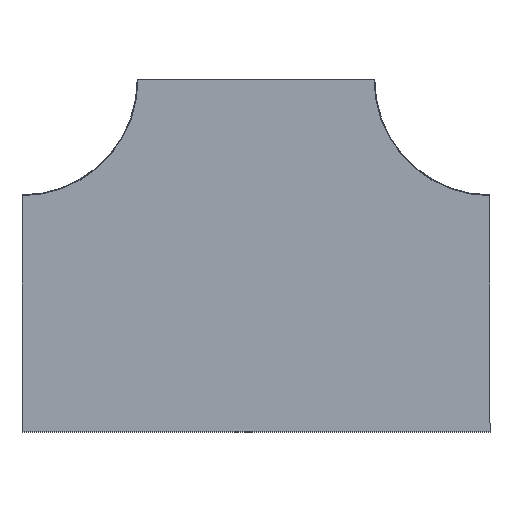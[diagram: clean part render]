
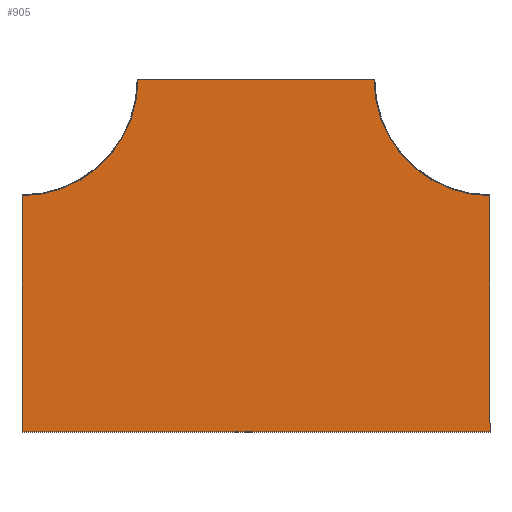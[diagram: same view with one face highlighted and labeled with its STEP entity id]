
A CAD part, front view. The second image highlights one B-rep face of the part: STEP entity #905.
In plain terms, the highlighted planar face has unit normal (0, -1, 0).
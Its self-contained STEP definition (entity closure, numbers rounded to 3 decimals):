
#100 = VERTEX_POINT ( 'NONE', #919 ) ;
#144 = AXIS2_PLACEMENT_3D ( 'NONE', #760, #757, #752 ) ;
#148 = FACE_OUTER_BOUND ( 'NONE', #1164, .T. ) ;
#167 = AXIS2_PLACEMENT_3D ( 'NONE', #880, #873, #865 ) ;
#173 = ORIENTED_EDGE ( 'NONE', *, *, #1065, .F. ) ;
#189 = LINE ( 'NONE', #863, #297 ) ;
#242 = LINE ( 'NONE', #655, #1088 ) ;
#245 = ORIENTED_EDGE ( 'NONE', *, *, #1079, .F. ) ;
#259 = AXIS2_PLACEMENT_3D ( 'NONE', #1082, #909, #898 ) ;
#297 = VECTOR ( 'NONE', #859, 1000. ) ;
#305 = ORIENTED_EDGE ( 'NONE', *, *, #1104, .T. ) ;
#338 = LINE ( 'NONE', #767, #433 ) ;
#355 = LINE ( 'NONE', #841, #1158 ) ;
#362 = CARTESIAN_POINT ( 'NONE',  ( -302.5, -1., 0. ) ) ;
#433 = VECTOR ( 'NONE', #713, 1000. ) ;
#455 = VERTEX_POINT ( 'NONE', #1013 ) ;
#477 = CARTESIAN_POINT ( 'NONE',  ( 302.5, -1., 0. ) ) ;
#562 = ORIENTED_EDGE ( 'NONE', *, *, #1068, .F. ) ;
#600 = VERTEX_POINT ( 'NONE', #693 ) ;
#627 = DIRECTION ( 'NONE',  ( 0., 0., 1. ) ) ;
#655 = CARTESIAN_POINT ( 'NONE',  ( 600., -1., -297.5 ) ) ;
#666 = VERTEX_POINT ( 'NONE', #477 ) ;
#686 = CIRCLE ( 'NONE', #144, 297.5 ) ;
#693 = CARTESIAN_POINT ( 'NONE',  ( -600., -1., -297.5 ) ) ;
#713 = DIRECTION ( 'NONE',  ( -1., 0., 0. ) ) ;
#752 = DIRECTION ( 'NONE',  ( 0., 0., 1. ) ) ;
#757 = DIRECTION ( 'NONE',  ( 0., -1., 0. ) ) ;
#760 = CARTESIAN_POINT ( 'NONE',  ( -600., -1., 0. ) ) ;
#767 = CARTESIAN_POINT ( 'NONE',  ( -302.5, -1., 0. ) ) ;
#824 = DIRECTION ( 'NONE',  ( 0., 0., 1. ) ) ;
#841 = CARTESIAN_POINT ( 'NONE',  ( -600., -1., -297.5 ) ) ;
#859 = DIRECTION ( 'NONE',  ( -1., 0., 0. ) ) ;
#863 = CARTESIAN_POINT ( 'NONE',  ( 0., -1., -902.5 ) ) ;
#865 = DIRECTION ( 'NONE',  ( 0., 0., 1. ) ) ;
#873 = DIRECTION ( 'NONE',  ( 0., 1., 0. ) ) ;
#880 = CARTESIAN_POINT ( 'NONE',  ( 600., -1., 0. ) ) ;
#898 = DIRECTION ( 'NONE',  ( 0., 0., -1. ) ) ;
#905 = ADVANCED_FACE ( 'NONE', ( #148 ), #971, .T. ) ;
#909 = DIRECTION ( 'NONE',  ( 0., -1., 0. ) ) ;
#919 = CARTESIAN_POINT ( 'NONE',  ( -600., -1., -902.5 ) ) ;
#947 = VERTEX_POINT ( 'NONE', #1144 ) ;
#971 = PLANE ( 'NONE',  #259 ) ;
#1013 = CARTESIAN_POINT ( 'NONE',  ( 600., -1., -297.5 ) ) ;
#1054 = EDGE_CURVE ( 'NONE', #455, #666, #1173, .T. ) ;
#1065 = EDGE_CURVE ( 'NONE', #947, #100, #189, .T. ) ;
#1068 = EDGE_CURVE ( 'NONE', #100, #600, #355, .T. ) ;
#1079 = EDGE_CURVE ( 'NONE', #600, #1153, #686, .T. ) ;
#1082 = CARTESIAN_POINT ( 'NONE',  ( -600., -1., -297.5 ) ) ;
#1084 = ORIENTED_EDGE ( 'NONE', *, *, #1097, .T. ) ;
#1088 = VECTOR ( 'NONE', #627, 1000. ) ;
#1097 = EDGE_CURVE ( 'NONE', #666, #1153, #338, .T. ) ;
#1104 = EDGE_CURVE ( 'NONE', #947, #455, #242, .T. ) ;
#1124 = ORIENTED_EDGE ( 'NONE', *, *, #1054, .T. ) ;
#1144 = CARTESIAN_POINT ( 'NONE',  ( 600., -1., -902.5 ) ) ;
#1153 = VERTEX_POINT ( 'NONE', #362 ) ;
#1158 = VECTOR ( 'NONE', #824, 1000. ) ;
#1164 = EDGE_LOOP ( 'NONE', ( #173, #305, #1124, #1084, #245, #562 ) ) ;
#1173 = CIRCLE ( 'NONE', #167, 297.5 ) ;
